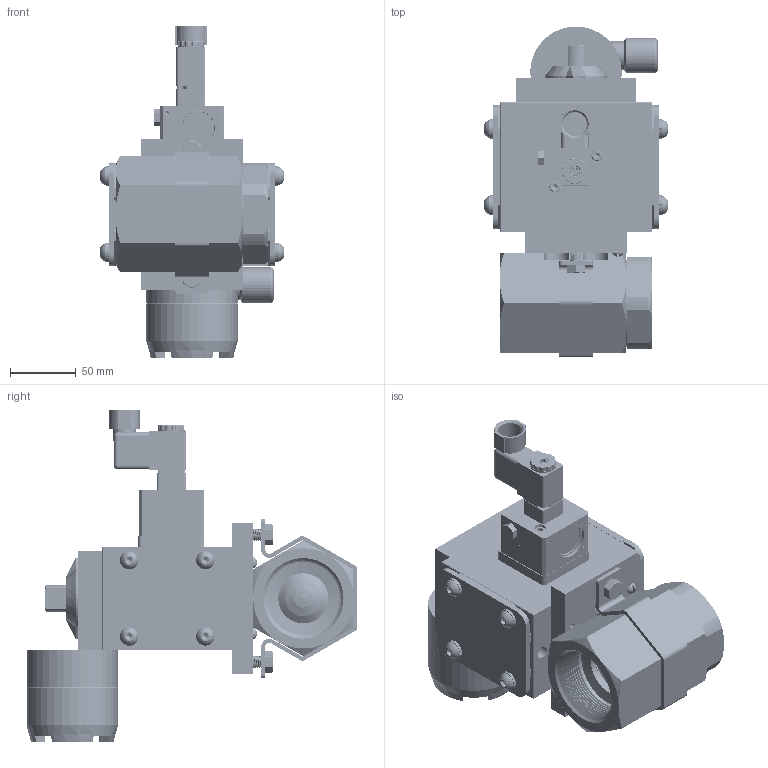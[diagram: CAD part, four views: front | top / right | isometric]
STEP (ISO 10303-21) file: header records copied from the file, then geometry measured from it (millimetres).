
FILE_DESCRIPTION (( 'STEP AP203' ), '1' );
FILE_NAME ('83XXA522D4GPDCLS.step', '2018-06-04T12:22:38', ( '' ), ( '' ), 'SwSTEP 2.0', 'SolidWorks 2017', '' );
FILE_SCHEMA (( 'CONFIG_CONTROL_DESIGN' ));
Products named in the file (1): 83XXA522D4GPDCLS
Bounding box: 139.51 x 251.41 x 252.17 mm (x, y, z)
Volume: 1392290.7 mm3; surface area: 438250.5 mm2
Topology: 61 solids, 61 shells, 3383 faces, 8403 edges, 5160 vertices
Faces by surface type: cylinder 1342, plane 902, cone 836, bspline 151, torus 126, sphere 26
Entity records: 159538 total; most frequent: CARTESIAN_POINT 80586, DIRECTION 16647, ORIENTED_EDGE 16522, EDGE_CURVE 8261, AXIS2_PLACEMENT_3D 6483, VERTEX_POINT 5156, EDGE_LOOP 3735, LINE 3681
